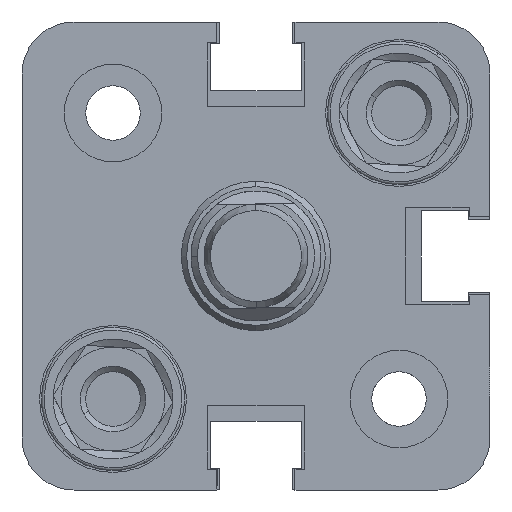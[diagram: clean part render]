
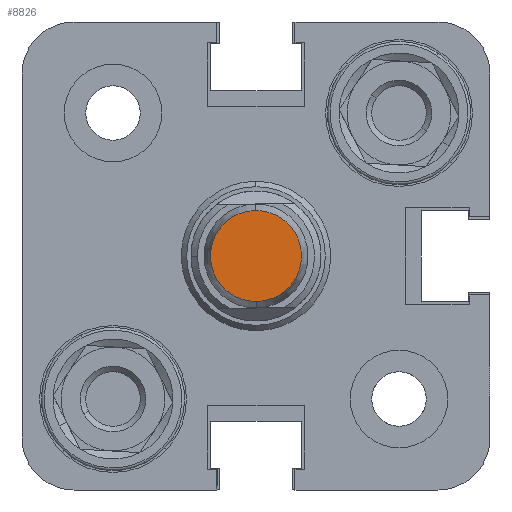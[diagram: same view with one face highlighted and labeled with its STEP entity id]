
A CAD part, left-side view. The second image highlights one B-rep face of the part: STEP entity #8826.
In plain terms, the highlighted face is planar.
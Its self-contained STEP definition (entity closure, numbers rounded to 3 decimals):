
#608 = DIRECTION ( 'NONE',  ( 0., 0., 1. ) ) ;
#668 = CARTESIAN_POINT ( 'NONE',  ( 16., 0., 0. ) ) ;
#1897 = AXIS2_PLACEMENT_3D ( 'NONE', #19687, #3084, #608 ) ;
#3084 = DIRECTION ( 'NONE',  ( 1., 0., 0. ) ) ;
#4201 = CARTESIAN_POINT ( 'NONE',  ( 16., 0., 0. ) ) ;
#4343 = EDGE_LOOP ( 'NONE', ( #18067, #11559 ) ) ;
#7302 = EDGE_CURVE ( 'NONE', #22599, #30006, #10326, .T. ) ;
#7471 = CARTESIAN_POINT ( 'NONE',  ( 16., 0., -3.5 ) ) ;
#8826 = ADVANCED_FACE ( 'NONE', ( #11375 ), #16466, .F. ) ;
#9076 = DIRECTION ( 'NONE',  ( -1., 0., 0. ) ) ;
#9556 = DIRECTION ( 'NONE',  ( 0., 0., 1. ) ) ;
#10326 = CIRCLE ( 'NONE', #15241, 3.5 ) ;
#11375 = FACE_OUTER_BOUND ( 'NONE', #4343, .T. ) ;
#11559 = ORIENTED_EDGE ( 'NONE', *, *, #18644, .T. ) ;
#11793 = CARTESIAN_POINT ( 'NONE',  ( 16., 0., 3.5 ) ) ;
#15241 = AXIS2_PLACEMENT_3D ( 'NONE', #668, #16656, #9556 ) ;
#15857 = DIRECTION ( 'NONE',  ( 0., 0., 1. ) ) ;
#16466 = PLANE ( 'NONE',  #22688 ) ;
#16656 = DIRECTION ( 'NONE',  ( 1., 0., 0. ) ) ;
#18067 = ORIENTED_EDGE ( 'NONE', *, *, #7302, .T. ) ;
#18644 = EDGE_CURVE ( 'NONE', #30006, #22599, #28389, .T. ) ;
#19687 = CARTESIAN_POINT ( 'NONE',  ( 16., 0., 0. ) ) ;
#22599 = VERTEX_POINT ( 'NONE', #11793 ) ;
#22688 = AXIS2_PLACEMENT_3D ( 'NONE', #4201, #9076, #15857 ) ;
#28389 = CIRCLE ( 'NONE', #1897, 3.5 ) ;
#30006 = VERTEX_POINT ( 'NONE', #7471 ) ;
